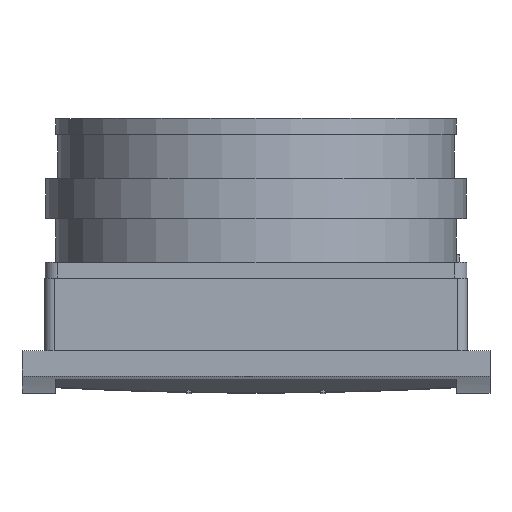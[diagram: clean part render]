
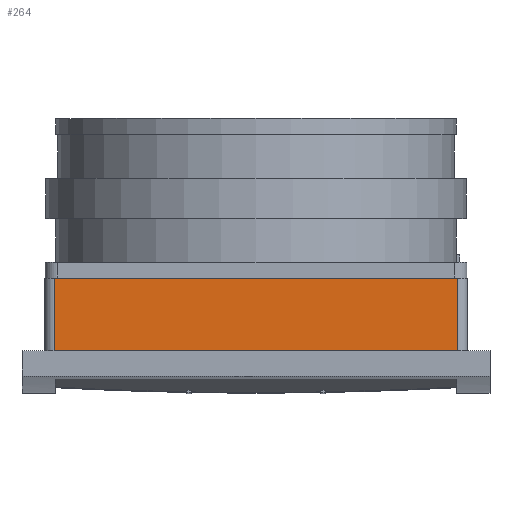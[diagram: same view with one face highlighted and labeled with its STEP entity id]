
A CAD part, top view. The second image highlights one B-rep face of the part: STEP entity #264.
In plain terms, the highlighted planar face has unit normal (0, 0, 1).
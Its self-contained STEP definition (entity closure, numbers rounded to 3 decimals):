
#45=CARTESIAN_POINT('POINT7',(138.5,0.,
   145.5));
#46=VERTEX_POINT('VERTEX7',#45);
#54=CARTESIAN_POINT('POINT8',(-138.5,0.,
   145.5));
#55=VERTEX_POINT('VERTEX8',#54);
#56=CARTESIAN_POINT('POS7',(69.25,0.,145.5
   ));
#57=DIRECTION('DIR10',(-1.,0.,
   0.));
#58=VECTOR('VEC4',#57,25.4);
#59=LINE('STRAIGHT4',#56,#58);
#60=EDGE_CURVE('EDGE7',#46,#55,#59,.T.);
#216=CARTESIAN_POINT('POINT18',(138.5,50.,145.5));
#217=VERTEX_POINT('VERTEX18',#216);
#225=CARTESIAN_POINT('POS28',(138.5,0.,
   145.5));
#226=DIRECTION('DIR40',(0.,1.,
   0.));
#227=VECTOR('VEC16',#226,1.);
#228=LINE('STRAIGHT16',#225,#227);
#229=EDGE_CURVE('EDGE23',#46,#217,#228,.T.);
#241=CARTESIAN_POINT('POINT19',(-138.5,50.,145.5));
#242=VERTEX_POINT('VERTEX19',#241);
#243=CARTESIAN_POINT('POS30',(-138.5,50.,145.5));
#244=DIRECTION('DIR43',(-1.,0.,
   0.));
#245=VECTOR('VEC17',#244,1.);
#246=LINE('STRAIGHT17',#243,#245);
#247=EDGE_CURVE('EDGE24',#217,#242,#246,.T.);
#248=ORIENTED_EDGE('COEDGE33',*,*,#247,.T.);
#249=CARTESIAN_POINT('POS31',(-138.5,0.,
   145.5));
#250=DIRECTION('DIR44',(0.,1.,
   0.));
#251=VECTOR('VEC18',#250,1.);
#252=LINE('STRAIGHT18',#249,#251);
#253=EDGE_CURVE('EDGE25',#55,#242,#252,.T.);
#254=ORIENTED_EDGE('COEDGE34',*,*,#253,.F.);
#255=ORIENTED_EDGE('COEDGE35',*,*,#60,.F.);
#256=ORIENTED_EDGE('COEDGE36',*,*,#229,.T.);
#257=EDGE_LOOP('NONE',(#248,#254,#255,#256));
#258=FACE_BOUND('LOOP1',#257,.T.);
#259=CARTESIAN_POINT('POS32',(138.5,0.,
   145.5));
#260=DIRECTION('DIR45',(0.,0.,
   1.));
#261=DIRECTION('DIR46',(1.,0.,
   0.));
#262=AXIS2_PLACEMENT_3D('AXIS14',#259,#260,#261);
#263=PLANE('PLANE4',#262);
#264=ADVANCED_FACE('FACE7',(#258),#263,.T.);
